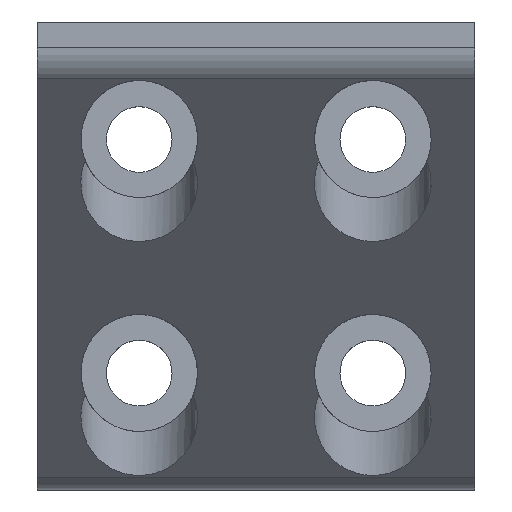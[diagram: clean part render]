
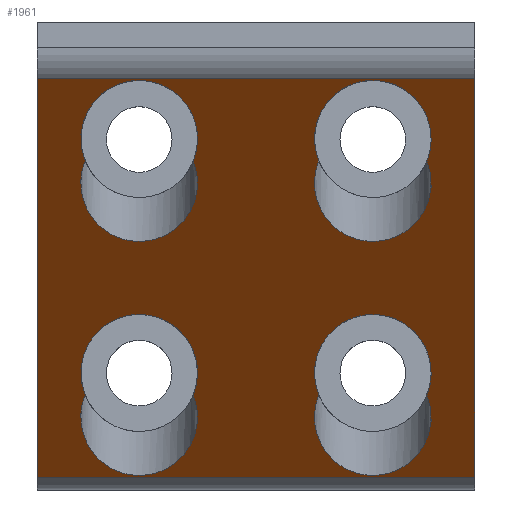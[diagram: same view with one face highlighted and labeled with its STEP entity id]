
A CAD part, top view. The second image highlights one B-rep face of the part: STEP entity #1961.
In plain terms, the highlighted planar face has unit normal (0, -0.707, 0.707).
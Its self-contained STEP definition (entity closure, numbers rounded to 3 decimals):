
#466=CARTESIAN_POINT('',(0.732,-0.594,1.594));
#467=VERTEX_POINT('',#466);
#468=CARTESIAN_POINT('',(0.268,-0.594,1.594));
#469=VERTEX_POINT('',#468);
#470=CARTESIAN_POINT('',(0.5,-0.688,1.5));
#471=DIRECTION('',(0.,0.707,-0.707));
#472=DIRECTION('',(0.,-0.707,-0.707));
#473=AXIS2_PLACEMENT_3D('',#470,#471,#472);
#474=ELLIPSE('',#473,0.354,0.25);
#475=EDGE_CURVE('',#467,#469,#474,.T.);
#544=CARTESIAN_POINT('',(0.268,-1.594,0.594));
#545=VERTEX_POINT('',#544);
#546=CARTESIAN_POINT('',(0.732,-1.594,0.594));
#547=VERTEX_POINT('',#546);
#548=CARTESIAN_POINT('',(0.5,-1.5,0.688));
#549=DIRECTION('',(0.,0.707,-0.707));
#550=DIRECTION('',(0.,-0.707,-0.707));
#551=AXIS2_PLACEMENT_3D('',#548,#549,#550);
#552=ELLIPSE('',#551,0.354,0.25);
#553=EDGE_CURVE('',#545,#547,#552,.T.);
#588=CARTESIAN_POINT('',(0.5,-0.5,1.688));
#589=DIRECTION('',(0.,0.707,-0.707));
#590=DIRECTION('',(0.,-0.707,-0.707));
#591=AXIS2_PLACEMENT_3D('',#588,#589,#590);
#592=ELLIPSE('',#591,0.354,0.25);
#593=EDGE_CURVE('',#469,#467,#592,.T.);
#730=CARTESIAN_POINT('',(0.5,-1.688,0.5));
#731=DIRECTION('',(0.,0.707,-0.707));
#732=DIRECTION('',(0.,-0.707,-0.707));
#733=AXIS2_PLACEMENT_3D('',#730,#731,#732);
#734=ELLIPSE('',#733,0.354,0.25);
#735=EDGE_CURVE('',#547,#545,#734,.T.);
#840=CARTESIAN_POINT('',(-0.268,-0.594,1.594));
#841=VERTEX_POINT('',#840);
#842=CARTESIAN_POINT('',(-0.732,-0.594,1.594));
#843=VERTEX_POINT('',#842);
#844=CARTESIAN_POINT('',(-0.5,-0.688,1.5));
#845=DIRECTION('',(0.,0.707,-0.707));
#846=DIRECTION('',(0.,-0.707,-0.707));
#847=AXIS2_PLACEMENT_3D('',#844,#845,#846);
#848=ELLIPSE('',#847,0.354,0.25);
#849=EDGE_CURVE('',#841,#843,#848,.T.);
#918=CARTESIAN_POINT('',(-0.732,-1.594,0.594));
#919=VERTEX_POINT('',#918);
#920=CARTESIAN_POINT('',(-0.268,-1.594,0.594));
#921=VERTEX_POINT('',#920);
#922=CARTESIAN_POINT('',(-0.5,-1.5,0.688));
#923=DIRECTION('',(0.,0.707,-0.707));
#924=DIRECTION('',(0.,-0.707,-0.707));
#925=AXIS2_PLACEMENT_3D('',#922,#923,#924);
#926=ELLIPSE('',#925,0.354,0.25);
#927=EDGE_CURVE('',#919,#921,#926,.T.);
#962=CARTESIAN_POINT('',(-0.5,-0.5,1.688));
#963=DIRECTION('',(0.,0.707,-0.707));
#964=DIRECTION('',(0.,-0.707,-0.707));
#965=AXIS2_PLACEMENT_3D('',#962,#963,#964);
#966=ELLIPSE('',#965,0.354,0.25);
#967=EDGE_CURVE('',#843,#841,#966,.T.);
#1104=CARTESIAN_POINT('',(-0.5,-1.688,0.5));
#1105=DIRECTION('',(0.,0.707,-0.707));
#1106=DIRECTION('',(0.,-0.707,-0.707));
#1107=AXIS2_PLACEMENT_3D('',#1104,#1105,#1106);
#1108=ELLIPSE('',#1107,0.354,0.25);
#1109=EDGE_CURVE('',#921,#919,#1108,.T.);
#1638=CARTESIAN_POINT('',(-0.937,-0.243,1.945));
#1639=VERTEX_POINT('',#1638);
#1640=CARTESIAN_POINT('',(-0.938,-1.945,0.243));
#1641=VERTEX_POINT('',#1640);
#1642=CARTESIAN_POINT('',(-0.938,-0.243,1.945));
#1643=DIRECTION('',(0.,-0.707,-0.707));
#1644=VECTOR('',#1643,2.407);
#1645=LINE('',#1642,#1644);
#1646=EDGE_CURVE('',#1639,#1641,#1645,.T.);
#1743=CARTESIAN_POINT('',(0.938,-0.243,1.945));
#1744=VERTEX_POINT('',#1743);
#1752=CARTESIAN_POINT('',(0.937,-1.945,0.243));
#1753=VERTEX_POINT('',#1752);
#1754=CARTESIAN_POINT('',(0.937,-1.945,0.243));
#1755=DIRECTION('',(0.,0.707,0.707));
#1756=VECTOR('',#1755,2.407);
#1757=LINE('',#1754,#1756);
#1758=EDGE_CURVE('',#1753,#1744,#1757,.T.);
#1917=CARTESIAN_POINT('',(-0.938,-1.945,0.243));
#1918=DIRECTION('',(1.0,0.0,0.0));
#1919=VECTOR('',#1918,1.875);
#1920=LINE('',#1917,#1919);
#1921=EDGE_CURVE('',#1641,#1753,#1920,.T.);
#1929=CARTESIAN_POINT('',(-0.5,-1.945,0.243));
#1930=DIRECTION('',(0.,-0.707,0.707));
#1931=DIRECTION('',(0.,0.707,0.707));
#1932=AXIS2_PLACEMENT_3D('',#1929,#1930,#1931);
#1933=PLANE('',#1932);
#1934=CARTESIAN_POINT('',(-0.937,-0.243,1.945));
#1935=DIRECTION('',(1.0,0.0,0.0));
#1936=VECTOR('',#1935,1.875);
#1937=LINE('',#1934,#1936);
#1938=EDGE_CURVE('',#1639,#1744,#1937,.T.);
#1939=ORIENTED_EDGE('',*,*,#1938,.F.);
#1940=ORIENTED_EDGE('',*,*,#1646,.T.);
#1941=ORIENTED_EDGE('',*,*,#1921,.T.);
#1942=ORIENTED_EDGE('',*,*,#1758,.T.);
#1943=EDGE_LOOP('',(#1939,#1940,#1941,#1942));
#1944=FACE_OUTER_BOUND('',#1943,.T.);
#1945=ORIENTED_EDGE('',*,*,#593,.T.);
#1946=ORIENTED_EDGE('',*,*,#475,.T.);
#1947=EDGE_LOOP('',(#1945,#1946));
#1948=FACE_BOUND('',#1947,.T.);
#1949=ORIENTED_EDGE('',*,*,#735,.T.);
#1950=ORIENTED_EDGE('',*,*,#553,.T.);
#1951=EDGE_LOOP('',(#1949,#1950));
#1952=FACE_BOUND('',#1951,.T.);
#1953=ORIENTED_EDGE('',*,*,#967,.T.);
#1954=ORIENTED_EDGE('',*,*,#849,.T.);
#1955=EDGE_LOOP('',(#1953,#1954));
#1956=FACE_BOUND('',#1955,.T.);
#1957=ORIENTED_EDGE('',*,*,#1109,.T.);
#1958=ORIENTED_EDGE('',*,*,#927,.T.);
#1959=EDGE_LOOP('',(#1957,#1958));
#1960=FACE_BOUND('',#1959,.T.);
#1961=ADVANCED_FACE('',(#1944,#1948,#1952,#1956,#1960),#1933,.T.);
